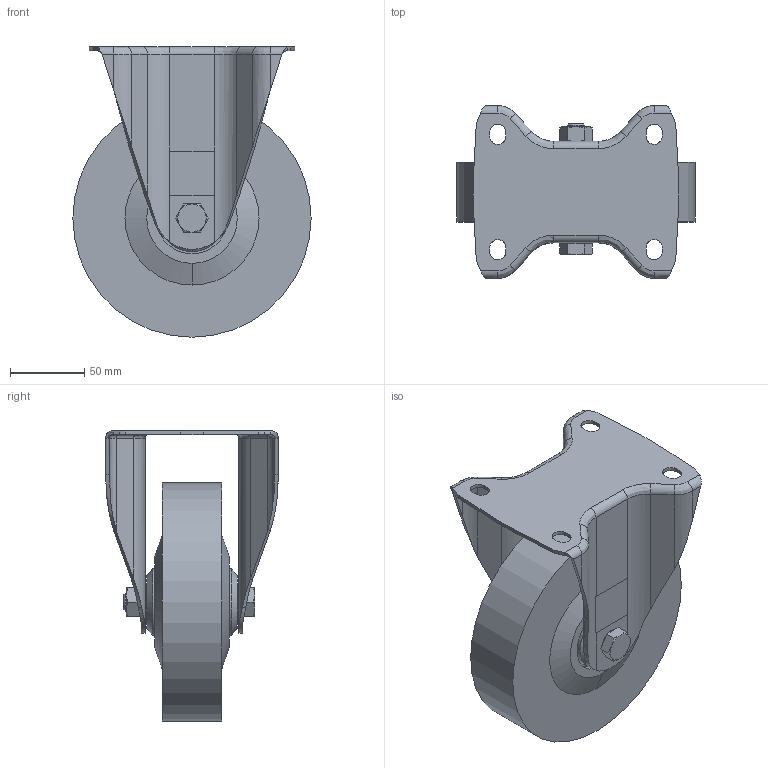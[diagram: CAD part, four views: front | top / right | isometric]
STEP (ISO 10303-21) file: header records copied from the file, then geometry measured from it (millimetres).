
FILE_DESCRIPTION (( 'STEP AP203' ), '1' );
FILE_NAME ('3_842_536_738_Bosch.step', '2024-06-10T08:39:00', ( '' ), ( '' ), 'SwSTEP 2.0', 'SolidWorks 2014', '' );
FILE_SCHEMA (( 'CONFIG_CONTROL_DESIGN' ));
Length unit declared in the file: millimetre
Products named in the file (5): 3_27; 1_29; 3_842_536_738_Bosch; 2_29; 4_27
Assembly tree (4 placements, depth 2):
  3_842_536_738_Bosch
    1_29
    2_29
    3_27
    4_27
Bounding box: 160 x 116 x 195 mm (x, y, z)
Volume: 987126.2 mm3; surface area: 142619.4 mm2
Topology: 4 solids, 4 shells, 227 faces, 529 edges, 320 vertices
Faces by surface type: plane 80, cylinder 66, bspline 52, cone 29
Entity records: 12622 total; most frequent: CARTESIAN_POINT 7382, ORIENTED_EDGE 1058, DIRECTION 829, EDGE_CURVE 529, VERTEX_POINT 320, AXIS2_PLACEMENT_3D 295, EDGE_LOOP 251, VECTOR 239
